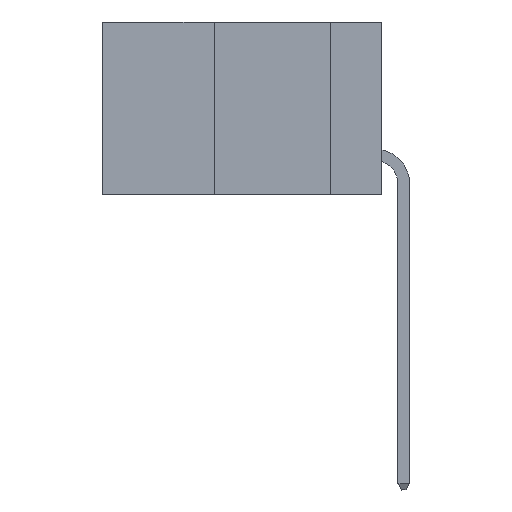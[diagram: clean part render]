
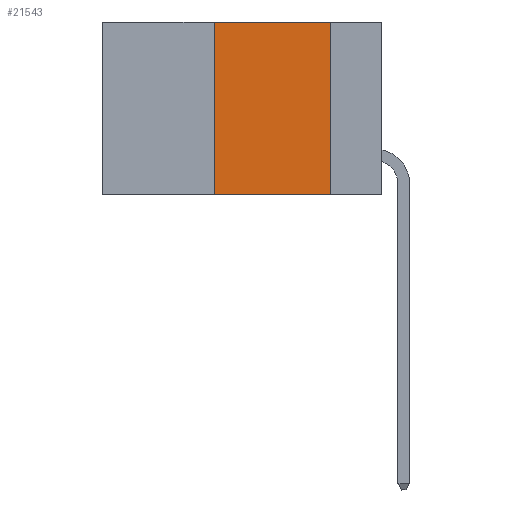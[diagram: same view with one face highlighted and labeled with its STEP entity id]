
A CAD part, left-side view. The second image highlights one B-rep face of the part: STEP entity #21543.
In plain terms, the highlighted planar face has unit normal (-1, 0, 0).
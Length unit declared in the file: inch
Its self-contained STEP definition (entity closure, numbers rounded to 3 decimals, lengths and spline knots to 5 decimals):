
#1561 = DIRECTION ( 'NONE',  ( 0., -1., 0. ) ) ;
#2059 = EDGE_CURVE ( 'NONE', #15462, #12595, #7935, .T. ) ;
#3579 = VECTOR ( 'NONE', #4360, 39.37008 ) ;
#4360 = DIRECTION ( 'NONE',  ( 0., -1., 0. ) ) ;
#4561 = DIRECTION ( 'NONE',  ( 1., 0., 0. ) ) ;
#6246 = DIRECTION ( 'NONE',  ( 0., 0., 1. ) ) ;
#6652 = EDGE_LOOP ( 'NONE', ( #16593, #11729, #15147, #19654 ) ) ;
#6865 = VECTOR ( 'NONE', #6246, 39.37008 ) ;
#7894 = CARTESIAN_POINT ( 'NONE',  ( 0., 0.6, 0. ) ) ;
#7935 = LINE ( 'NONE', #11985, #14183 ) ;
#9576 = DIRECTION ( 'NONE',  ( 0., 0., -1. ) ) ;
#11357 = EDGE_CURVE ( 'NONE', #17846, #12595, #18131, .T. ) ;
#11628 = VECTOR ( 'NONE', #22325, 39.37008 ) ;
#11729 = ORIENTED_EDGE ( 'NONE', *, *, #14623, .F. ) ;
#11914 = FACE_OUTER_BOUND ( 'NONE', #6652, .T. ) ;
#11985 = CARTESIAN_POINT ( 'NONE',  ( 0., 0.6, -0.37 ) ) ;
#12595 = VERTEX_POINT ( 'NONE', #21760 ) ;
#12741 = CARTESIAN_POINT ( 'NONE',  ( 0., 0.36, -0.37 ) ) ;
#14183 = VECTOR ( 'NONE', #1561, 39.37008 ) ;
#14623 = EDGE_CURVE ( 'NONE', #15364, #17846, #16600, .T. ) ;
#14773 = CARTESIAN_POINT ( 'NONE',  ( 0., 0.6, 0. ) ) ;
#15147 = ORIENTED_EDGE ( 'NONE', *, *, #18782, .F. ) ;
#15182 = AXIS2_PLACEMENT_3D ( 'NONE', #7894, #4561, #9576 ) ;
#15216 = CARTESIAN_POINT ( 'NONE',  ( 0., 0.36, 0. ) ) ;
#15364 = VERTEX_POINT ( 'NONE', #19567 ) ;
#15395 = CARTESIAN_POINT ( 'NONE',  ( 0., 0.11, 0. ) ) ;
#15462 = VERTEX_POINT ( 'NONE', #12741 ) ;
#16347 = LINE ( 'NONE', #15216, #6865 ) ;
#16593 = ORIENTED_EDGE ( 'NONE', *, *, #11357, .F. ) ;
#16600 = LINE ( 'NONE', #14773, #3579 ) ;
#17846 = VERTEX_POINT ( 'NONE', #22484 ) ;
#18131 = LINE ( 'NONE', #15395, #11628 ) ;
#18300 = PLANE ( 'NONE',  #15182 ) ;
#18782 = EDGE_CURVE ( 'NONE', #15462, #15364, #16347, .T. ) ;
#19567 = CARTESIAN_POINT ( 'NONE',  ( 0., 0.36, 0. ) ) ;
#19654 = ORIENTED_EDGE ( 'NONE', *, *, #2059, .T. ) ;
#21543 = ADVANCED_FACE ( 'NONE', ( #11914 ), #18300, .F. ) ;
#21760 = CARTESIAN_POINT ( 'NONE',  ( 0., 0.11, -0.37 ) ) ;
#22325 = DIRECTION ( 'NONE',  ( 0., 0., -1. ) ) ;
#22484 = CARTESIAN_POINT ( 'NONE',  ( 0., 0.11, 0. ) ) ;
